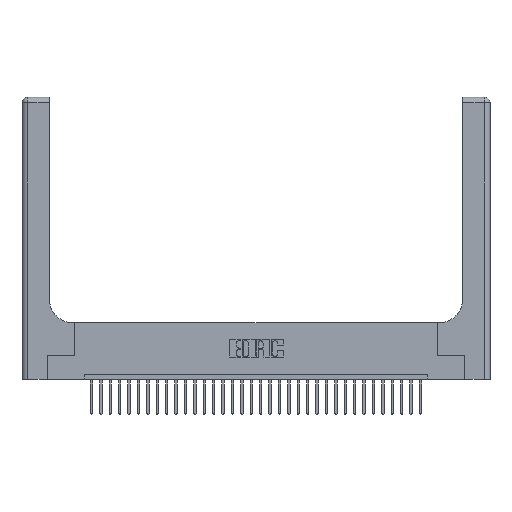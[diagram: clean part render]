
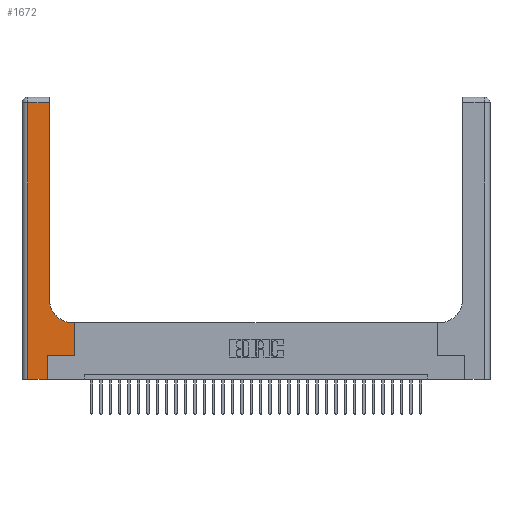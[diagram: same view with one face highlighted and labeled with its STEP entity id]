
A CAD part, top view. The second image highlights one B-rep face of the part: STEP entity #1672.
In plain terms, the highlighted planar face has unit normal (0, 0, 1).
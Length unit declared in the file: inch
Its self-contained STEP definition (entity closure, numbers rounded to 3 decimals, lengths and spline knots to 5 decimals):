
#282 = AXIS2_PLACEMENT_3D ( 'NONE', #29917, #19755, #12264 ) ;
#606 = DIRECTION ( 'NONE',  ( -1., 0., 0. ) ) ;
#1030 = CARTESIAN_POINT ( 'NONE',  ( 0.2915, 0.85, 0.37 ) ) ;
#1341 = CARTESIAN_POINT ( 'NONE',  ( 0.5415, 0.6, 0.37 ) ) ;
#1672 = ADVANCED_FACE ( 'NONE', ( #21162 ), #26324, .F. ) ;
#2947 = LINE ( 'NONE', #14769, #17323 ) ;
#3100 = VECTOR ( 'NONE', #31003, 39.37008 ) ;
#3124 = EDGE_CURVE ( 'NONE', #19372, #13885, #3907, .T. ) ;
#3736 = EDGE_CURVE ( 'NONE', #15069, #8498, #3848, .T. ) ;
#3848 = LINE ( 'NONE', #5480, #13809 ) ;
#3907 = LINE ( 'NONE', #28628, #3100 ) ;
#4329 = CARTESIAN_POINT ( 'NONE',  ( 0.2915, 2.94, 0.37 ) ) ;
#4343 = VERTEX_POINT ( 'NONE', #22981 ) ;
#4544 = ORIENTED_EDGE ( 'NONE', *, *, #32517, .T. ) ;
#4636 = EDGE_CURVE ( 'NONE', #6525, #23968, #28911, .T. ) ;
#5113 = DIRECTION ( 'NONE',  ( -1., 0., 0. ) ) ;
#5298 = VECTOR ( 'NONE', #16187, 39.37008 ) ;
#5480 = CARTESIAN_POINT ( 'NONE',  ( 0.2915, 3., 0.37 ) ) ;
#6525 = VERTEX_POINT ( 'NONE', #24275 ) ;
#7048 = CARTESIAN_POINT ( 'NONE',  ( 0.269, 0.25, 0.37 ) ) ;
#7182 = EDGE_CURVE ( 'NONE', #8498, #21860, #14199, .T. ) ;
#7244 = CARTESIAN_POINT ( 'NONE',  ( 0., 2.94, 0.37 ) ) ;
#7683 = ORIENTED_EDGE ( 'NONE', *, *, #4636, .T. ) ;
#8027 = DIRECTION ( 'NONE',  ( -1., 0., 0. ) ) ;
#8498 = VERTEX_POINT ( 'NONE', #4329 ) ;
#9088 = CARTESIAN_POINT ( 'NONE',  ( 0.06, 3., 0.37 ) ) ;
#10431 = EDGE_CURVE ( 'NONE', #4343, #19372, #11156, .T. ) ;
#10504 = CIRCLE ( 'NONE', #282, 0.25 ) ;
#11156 = LINE ( 'NONE', #25496, #17962 ) ;
#12195 = DIRECTION ( 'NONE',  ( 1., 0., 0. ) ) ;
#12264 = DIRECTION ( 'NONE',  ( 1., 0., 0. ) ) ;
#13579 = ORIENTED_EDGE ( 'NONE', *, *, #10431, .T. ) ;
#13809 = VECTOR ( 'NONE', #26935, 39.37008 ) ;
#13885 = VERTEX_POINT ( 'NONE', #22104 ) ;
#14199 = LINE ( 'NONE', #7244, #18612 ) ;
#14769 = CARTESIAN_POINT ( 'NONE',  ( 0., 0., 0.37 ) ) ;
#15069 = VERTEX_POINT ( 'NONE', #1030 ) ;
#16187 = DIRECTION ( 'NONE',  ( 0., 1., 0. ) ) ;
#17323 = VECTOR ( 'NONE', #12195, 39.37008 ) ;
#17429 = CARTESIAN_POINT ( 'NONE',  ( 0.2915, 0.6, 0.37 ) ) ;
#17668 = LINE ( 'NONE', #26616, #5298 ) ;
#17962 = VECTOR ( 'NONE', #18069, 39.37008 ) ;
#18069 = DIRECTION ( 'NONE',  ( 0., 1., 0. ) ) ;
#18569 = DIRECTION ( 'NONE',  ( 0., 0., -1. ) ) ;
#18572 = AXIS2_PLACEMENT_3D ( 'NONE', #31541, #18569, #606 ) ;
#18597 = EDGE_LOOP ( 'NONE', ( #25390, #31767, #23622, #23124, #13579, #21902, #21255, #7683, #4544 ) ) ;
#18612 = VECTOR ( 'NONE', #5113, 39.37008 ) ;
#19372 = VERTEX_POINT ( 'NONE', #7048 ) ;
#19755 = DIRECTION ( 'NONE',  ( 0., 0., -1. ) ) ;
#20584 = VECTOR ( 'NONE', #24159, 39.37008 ) ;
#20941 = VERTEX_POINT ( 'NONE', #31458 ) ;
#21162 = FACE_OUTER_BOUND ( 'NONE', #18597, .T. ) ;
#21255 = ORIENTED_EDGE ( 'NONE', *, *, #32956, .T. ) ;
#21391 = LINE ( 'NONE', #9088, #20584 ) ;
#21860 = VERTEX_POINT ( 'NONE', #28474 ) ;
#21902 = ORIENTED_EDGE ( 'NONE', *, *, #3124, .T. ) ;
#22104 = CARTESIAN_POINT ( 'NONE',  ( 0.5585, 0.25, 0.37 ) ) ;
#22747 = EDGE_CURVE ( 'NONE', #21860, #20941, #21391, .T. ) ;
#22981 = CARTESIAN_POINT ( 'NONE',  ( 0.269, 0., 0.37 ) ) ;
#23124 = ORIENTED_EDGE ( 'NONE', *, *, #30018, .T. ) ;
#23622 = ORIENTED_EDGE ( 'NONE', *, *, #22747, .T. ) ;
#23968 = VERTEX_POINT ( 'NONE', #1341 ) ;
#24159 = DIRECTION ( 'NONE',  ( 0., -1., 0. ) ) ;
#24275 = CARTESIAN_POINT ( 'NONE',  ( 0.5585, 0.6, 0.37 ) ) ;
#25390 = ORIENTED_EDGE ( 'NONE', *, *, #3736, .T. ) ;
#25496 = CARTESIAN_POINT ( 'NONE',  ( 0.269, 0., 0.37 ) ) ;
#26324 = PLANE ( 'NONE',  #18572 ) ;
#26616 = CARTESIAN_POINT ( 'NONE',  ( 0.5585, 0.25, 0.37 ) ) ;
#26935 = DIRECTION ( 'NONE',  ( 0., 1., 0. ) ) ;
#27709 = VECTOR ( 'NONE', #8027, 39.37008 ) ;
#28474 = CARTESIAN_POINT ( 'NONE',  ( 0.06, 2.94, 0.37 ) ) ;
#28628 = CARTESIAN_POINT ( 'NONE',  ( 0.269, 0.25, 0.37 ) ) ;
#28911 = LINE ( 'NONE', #17429, #27709 ) ;
#29917 = CARTESIAN_POINT ( 'NONE',  ( 0.5415, 0.85, 0.37 ) ) ;
#30018 = EDGE_CURVE ( 'NONE', #20941, #4343, #2947, .T. ) ;
#31003 = DIRECTION ( 'NONE',  ( 1., 0., 0. ) ) ;
#31458 = CARTESIAN_POINT ( 'NONE',  ( 0.06, 0., 0.37 ) ) ;
#31541 = CARTESIAN_POINT ( 'NONE',  ( 0., 3., 0.37 ) ) ;
#31767 = ORIENTED_EDGE ( 'NONE', *, *, #7182, .T. ) ;
#32517 = EDGE_CURVE ( 'NONE', #23968, #15069, #10504, .T. ) ;
#32956 = EDGE_CURVE ( 'NONE', #13885, #6525, #17668, .T. ) ;
